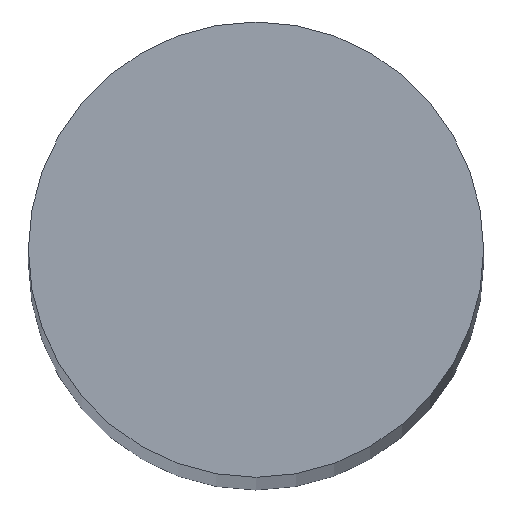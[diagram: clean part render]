
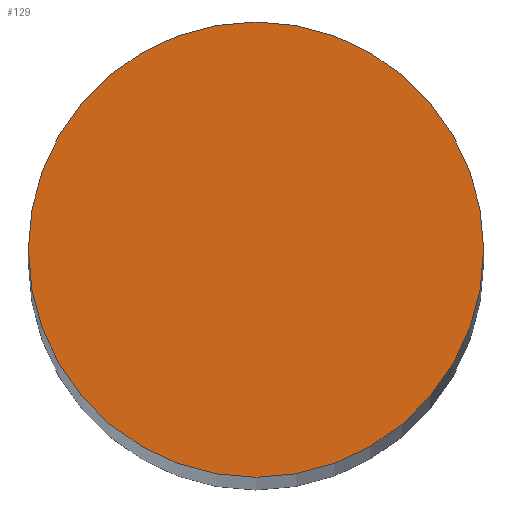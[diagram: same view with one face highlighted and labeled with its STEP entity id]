
A CAD part, top view. The second image highlights one B-rep face of the part: STEP entity #129.
In plain terms, the highlighted planar face has unit normal (0, 0, 1).
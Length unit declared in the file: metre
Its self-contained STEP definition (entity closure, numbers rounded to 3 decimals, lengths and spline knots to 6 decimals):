
#13 = CARTESIAN_POINT ( 'NONE',  ( 0.01905, 0., 0.6096 ) ) ;
#17 = ORIENTED_EDGE ( 'NONE', *, *, #56, .T. ) ;
#31 = AXIS2_PLACEMENT_3D ( 'NONE', #230, #217, #170 ) ;
#32 = CIRCLE ( 'NONE', #31, 0.01905 ) ;
#39 = ORIENTED_EDGE ( 'NONE', *, *, #287, .T. ) ;
#44 = DIRECTION ( 'NONE',  ( 1., 0., 0. ) ) ;
#56 = EDGE_CURVE ( 'NONE', #139, #117, #32, .T. ) ;
#57 = DIRECTION ( 'NONE',  ( 0., 0., 1. ) ) ;
#63 = CARTESIAN_POINT ( 'NONE',  ( 0., 0., 0.6096 ) ) ;
#84 = FACE_OUTER_BOUND ( 'NONE', #183, .T. ) ;
#111 = PLANE ( 'NONE',  #304 ) ;
#117 = VERTEX_POINT ( 'NONE', #13 ) ;
#125 = AXIS2_PLACEMENT_3D ( 'NONE', #166, #163, #44 ) ;
#129 = ADVANCED_FACE ( 'NONE', ( #84 ), #111, .T. ) ;
#139 = VERTEX_POINT ( 'NONE', #276 ) ;
#163 = DIRECTION ( 'NONE',  ( 0., 0., 1. ) ) ;
#166 = CARTESIAN_POINT ( 'NONE',  ( 0., 0., 0.6096 ) ) ;
#170 = DIRECTION ( 'NONE',  ( 1., 0., 0. ) ) ;
#183 = EDGE_LOOP ( 'NONE', ( #17, #39 ) ) ;
#217 = DIRECTION ( 'NONE',  ( 0., 0., 1. ) ) ;
#230 = CARTESIAN_POINT ( 'NONE',  ( 0., 0., 0.6096 ) ) ;
#251 = CIRCLE ( 'NONE', #125, 0.01905 ) ;
#253 = DIRECTION ( 'NONE',  ( 1., 0., 0. ) ) ;
#276 = CARTESIAN_POINT ( 'NONE',  ( -0.01905, 0., 0.6096 ) ) ;
#287 = EDGE_CURVE ( 'NONE', #117, #139, #251, .T. ) ;
#304 = AXIS2_PLACEMENT_3D ( 'NONE', #63, #57, #253 ) ;
